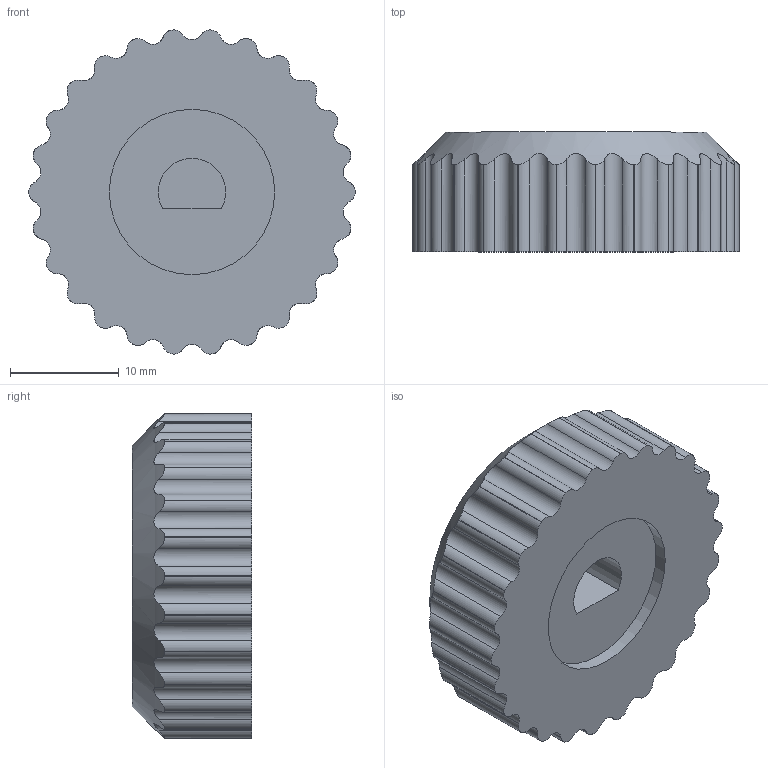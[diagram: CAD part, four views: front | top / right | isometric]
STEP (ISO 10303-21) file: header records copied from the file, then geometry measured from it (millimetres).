
FILE_DESCRIPTION(/* description */ (''),/* implementation_level */ '2;1');
FILE_NAME(/* name */ 'control_knob.step',/* time_stamp */ '2025-06-19T09:58:29-04:00',/* author */ (''),/* organization */ (''),/* preprocessor_version */ 'ST-DEVELOPER v20.1',/* originating_system */ 'Autodesk Translation Framework v14.10.0.0',/* authorisation */ '');
FILE_SCHEMA (('AUTOMOTIVE_DESIGN { 1 0 10303 214 3 1 1 }'));
Length unit declared in the file: millimetre
Products named in the file (1): FusionComponent
Bounding box: 30 x 11 x 29.8 mm (x, y, z)
Volume: 6527.3 mm3; surface area: 2607.1 mm2
Topology: 1 solids, 1 shells, 173 faces, 495 edges, 330 vertices
Faces by surface type: cylinder 106, bspline 57, plane 9, cone 1
Full cylindrical faces by diameter (mm): 15.2 x1
Entity records: 6535 total; most frequent: CARTESIAN_POINT 2547, ORIENTED_EDGE 990, DIRECTION 671, EDGE_CURVE 495, VERTEX_POINT 330, AXIS2_PLACEMENT_3D 252, EDGE_LOOP 179, FACE_OUTER_BOUND 173
